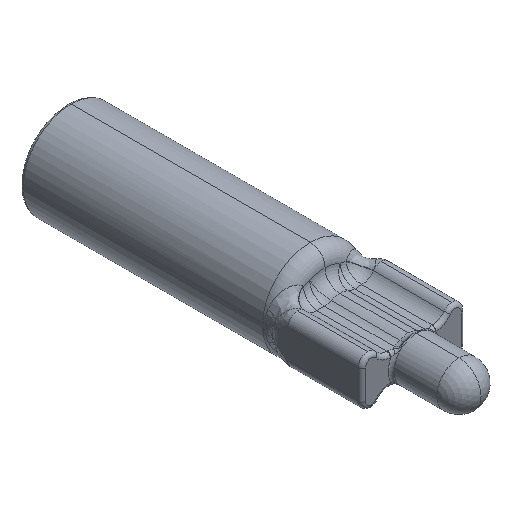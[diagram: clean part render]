
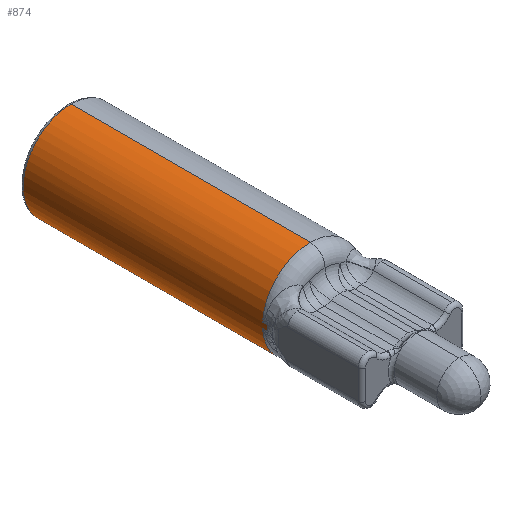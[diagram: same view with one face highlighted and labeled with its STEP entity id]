
A CAD part, isometric view. The second image highlights one B-rep face of the part: STEP entity #874.
In plain terms, the highlighted cylindrical face has radius 3.25 mm (diameter 6.5 mm), a partial arc.
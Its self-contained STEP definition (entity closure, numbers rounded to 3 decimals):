
#35 = VERTEX_POINT('',#36);
#36 = CARTESIAN_POINT('',(0.,17.25,-3.25));
#42 = EDGE_CURVE('',#43,#35,#45,.T.);
#43 = VERTEX_POINT('',#44);
#44 = CARTESIAN_POINT('',(0.,17.25,3.25));
#45 = B_SPLINE_CURVE_WITH_KNOTS('',3,(#46,#47,#48,#49,#50,#51,#52,#53,
    #54,#55,#56,#57,#58,#59,#60,#61,#62,#63),.UNSPECIFIED.,.F.,.F.,(4,2,
    2,2,2,2,2,2,4),(0.,0.063,0.125,0.188,0.25,0.313,0.375,0.438,
    0.5),.UNSPECIFIED.);
#46 = CARTESIAN_POINT('',(0.,17.25,3.25));
#47 = CARTESIAN_POINT('',(-0.425,17.25,3.25));
#48 = CARTESIAN_POINT('',(-0.851,17.25,3.165));
#49 = CARTESIAN_POINT('',(-1.637,17.25,2.84));
#50 = CARTESIAN_POINT('',(-1.997,17.25,2.599));
#51 = CARTESIAN_POINT('',(-2.599,17.25,1.997));
#52 = CARTESIAN_POINT('',(-2.84,17.25,1.637));
#53 = CARTESIAN_POINT('',(-3.165,17.25,0.851));
#54 = CARTESIAN_POINT('',(-3.25,17.25,0.425));
#55 = CARTESIAN_POINT('',(-3.25,17.25,-0.425));
#56 = CARTESIAN_POINT('',(-3.165,17.25,-0.851));
#57 = CARTESIAN_POINT('',(-2.84,17.25,-1.637));
#58 = CARTESIAN_POINT('',(-2.599,17.25,-1.997));
#59 = CARTESIAN_POINT('',(-1.997,17.25,-2.599));
#60 = CARTESIAN_POINT('',(-1.637,17.25,-2.84));
#61 = CARTESIAN_POINT('',(-0.851,17.25,-3.165));
#62 = CARTESIAN_POINT('',(-0.425,17.25,-3.25));
#63 = CARTESIAN_POINT('',(0.,17.25,-3.25));
#525 = VERTEX_POINT('',#526);
#526 = CARTESIAN_POINT('',(0.,1.,3.25));
#533 = EDGE_CURVE('',#534,#525,#536,.T.);
#534 = VERTEX_POINT('',#535);
#535 = CARTESIAN_POINT('',(-3.245,1.,0.177));
#536 = CIRCLE('',#537,3.25);
#537 = AXIS2_PLACEMENT_3D('',#538,#539,#540);
#538 = CARTESIAN_POINT('',(0.,1.,0.));
#539 = DIRECTION('',(0.,1.,0.));
#540 = DIRECTION('',(0.,-0.,1.));
#755 = EDGE_CURVE('',#43,#525,#756,.T.);
#756 = LINE('',#757,#758);
#757 = CARTESIAN_POINT('',(0.,18.,3.25));
#758 = VECTOR('',#759,1.);
#759 = DIRECTION('',(-0.,-1.,-0.));
#796 = VERTEX_POINT('',#797);
#797 = CARTESIAN_POINT('',(0.,1.,-3.25));
#804 = EDGE_CURVE('',#35,#796,#805,.T.);
#805 = LINE('',#806,#807);
#806 = CARTESIAN_POINT('',(0.,18.,-3.25));
#807 = VECTOR('',#808,1.);
#808 = DIRECTION('',(-0.,-1.,-0.));
#874 = ADVANCED_FACE('',(#875),#913,.T.);
#875 = FACE_BOUND('',#876,.T.);
#876 = EDGE_LOOP('',(#877,#878,#879,#880,#889,#897,#906,#912));
#877 = ORIENTED_EDGE('',*,*,#755,.F.);
#878 = ORIENTED_EDGE('',*,*,#42,.T.);
#879 = ORIENTED_EDGE('',*,*,#804,.T.);
#880 = ORIENTED_EDGE('',*,*,#881,.T.);
#881 = EDGE_CURVE('',#796,#882,#884,.T.);
#882 = VERTEX_POINT('',#883);
#883 = CARTESIAN_POINT('',(-3.245,1.,-0.177));
#884 = CIRCLE('',#885,3.25);
#885 = AXIS2_PLACEMENT_3D('',#886,#887,#888);
#886 = CARTESIAN_POINT('',(0.,1.,0.));
#887 = DIRECTION('',(0.,1.,0.));
#888 = DIRECTION('',(0.,-0.,1.));
#889 = ORIENTED_EDGE('',*,*,#890,.T.);
#890 = EDGE_CURVE('',#882,#891,#893,.T.);
#891 = VERTEX_POINT('',#892);
#892 = CARTESIAN_POINT('',(-3.245,0.669,
    -0.177));
#893 = LINE('',#894,#895);
#894 = CARTESIAN_POINT('',(-3.245,18.,-0.177));
#895 = VECTOR('',#896,1.);
#896 = DIRECTION('',(-0.,-1.,-0.));
#897 = ORIENTED_EDGE('',*,*,#898,.T.);
#898 = EDGE_CURVE('',#891,#899,#901,.T.);
#899 = VERTEX_POINT('',#900);
#900 = CARTESIAN_POINT('',(-3.245,0.669,0.177
    ));
#901 = B_SPLINE_CURVE_WITH_KNOTS('',3,(#902,#903,#904,#905),
  .UNSPECIFIED.,.F.,.F.,(4,4),(0.002,0.002),
  .PIECEWISE_BEZIER_KNOTS.);
#902 = CARTESIAN_POINT('',(-3.245,0.669,
    -0.177));
#903 = CARTESIAN_POINT('',(-3.252,0.659,
    -0.06));
#904 = CARTESIAN_POINT('',(-3.252,0.659,
    0.06));
#905 = CARTESIAN_POINT('',(-3.245,0.669,0.177
    ));
#906 = ORIENTED_EDGE('',*,*,#907,.T.);
#907 = EDGE_CURVE('',#899,#534,#908,.T.);
#908 = LINE('',#909,#910);
#909 = CARTESIAN_POINT('',(-3.245,18.,0.177));
#910 = VECTOR('',#911,1.);
#911 = DIRECTION('',(0.,1.,0.));
#912 = ORIENTED_EDGE('',*,*,#533,.T.);
#913 = CYLINDRICAL_SURFACE('',#914,3.25);
#914 = AXIS2_PLACEMENT_3D('',#915,#916,#917);
#915 = CARTESIAN_POINT('',(0.,18.,0.));
#916 = DIRECTION('',(-0.,-1.,-0.));
#917 = DIRECTION('',(0.,0.,-1.));
